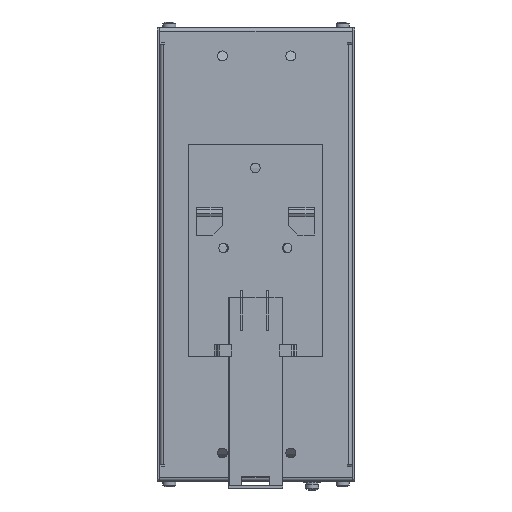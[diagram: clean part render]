
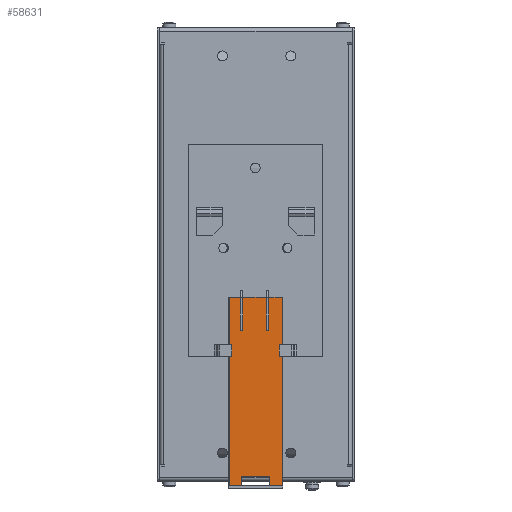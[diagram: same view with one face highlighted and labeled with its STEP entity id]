
A CAD part, front view. The second image highlights one B-rep face of the part: STEP entity #58631.
In plain terms, the highlighted planar face has unit normal (0, -1, 0).
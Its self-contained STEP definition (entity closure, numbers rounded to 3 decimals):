
#4039=PLANE('',#62697);
#6935=FACE_OUTER_BOUND('',#10189,.T.);
#10189=EDGE_LOOP('',(#48038,#48039,#48040,#48041,#48042,#48043,#48044,#48045,
#48046,#48047,#48048,#48049,#48050,#48051,#48052,#48053));
#15214=LINE('',#93486,#21436);
#15225=LINE('',#93520,#21447);
#15234=LINE('',#93537,#21456);
#15236=LINE('',#93541,#21458);
#15243=LINE('',#93557,#21465);
#15252=LINE('',#93574,#21474);
#15254=LINE('',#93578,#21476);
#15257=LINE('',#93586,#21479);
#15260=LINE('',#93591,#21482);
#15264=LINE('',#93597,#21486);
#15267=LINE('',#93602,#21489);
#15268=LINE('',#93603,#21490);
#15269=LINE('',#93604,#21491);
#15270=LINE('',#93606,#21492);
#15271=LINE('',#93608,#21493);
#15272=LINE('',#93609,#21494);
#21436=VECTOR('',#73731,80.);
#21447=VECTOR('',#73758,14.);
#21456=VECTOR('',#73773,14.);
#21458=VECTOR('',#73779,1.);
#21465=VECTOR('',#73790,14.);
#21474=VECTOR('',#73805,14.);
#21476=VECTOR('',#73811,1.);
#21479=VECTOR('',#73816,12.);
#21482=VECTOR('',#73821,4.);
#21486=VECTOR('',#73827,4.);
#21489=VECTOR('',#73834,10.);
#21490=VECTOR('',#73835,4.5);
#21491=VECTOR('',#73836,4.95);
#21492=VECTOR('',#73837,5.45);
#21493=VECTOR('',#73838,80.);
#21494=VECTOR('',#73839,5.9);
#27794=VERTEX_POINT('',#93479);
#27797=VERTEX_POINT('',#93484);
#27811=VERTEX_POINT('',#93517);
#27812=VERTEX_POINT('',#93519);
#27815=VERTEX_POINT('',#93529);
#27817=VERTEX_POINT('',#93536);
#27823=VERTEX_POINT('',#93554);
#27824=VERTEX_POINT('',#93556);
#27827=VERTEX_POINT('',#93566);
#27829=VERTEX_POINT('',#93573);
#27832=VERTEX_POINT('',#93583);
#27833=VERTEX_POINT('',#93585);
#27834=VERTEX_POINT('',#93590);
#27835=VERTEX_POINT('',#93595);
#27836=VERTEX_POINT('',#93605);
#27837=VERTEX_POINT('',#93607);
#34797=EDGE_CURVE('',#27797,#27794,#15214,.T.);
#34812=EDGE_CURVE('',#27812,#27811,#15225,.T.);
#34821=EDGE_CURVE('',#27817,#27815,#15234,.T.);
#34823=EDGE_CURVE('',#27811,#27817,#15236,.T.);
#34830=EDGE_CURVE('',#27824,#27823,#15243,.T.);
#34839=EDGE_CURVE('',#27829,#27827,#15252,.T.);
#34841=EDGE_CURVE('',#27823,#27829,#15254,.T.);
#34844=EDGE_CURVE('',#27833,#27832,#15257,.T.);
#34847=EDGE_CURVE('',#27834,#27833,#15260,.T.);
#34851=EDGE_CURVE('',#27832,#27835,#15264,.T.);
#34854=EDGE_CURVE('',#27815,#27824,#15267,.T.);
#34855=EDGE_CURVE('',#27827,#27794,#15268,.T.);
#34856=EDGE_CURVE('',#27797,#27834,#15269,.T.);
#34857=EDGE_CURVE('',#27835,#27836,#15270,.T.);
#34858=EDGE_CURVE('',#27836,#27837,#15271,.T.);
#34859=EDGE_CURVE('',#27837,#27812,#15272,.T.);
#48038=ORIENTED_EDGE('',*,*,#34821,.T.);
#48039=ORIENTED_EDGE('',*,*,#34854,.T.);
#48040=ORIENTED_EDGE('',*,*,#34830,.T.);
#48041=ORIENTED_EDGE('',*,*,#34841,.T.);
#48042=ORIENTED_EDGE('',*,*,#34839,.T.);
#48043=ORIENTED_EDGE('',*,*,#34855,.T.);
#48044=ORIENTED_EDGE('',*,*,#34797,.F.);
#48045=ORIENTED_EDGE('',*,*,#34856,.T.);
#48046=ORIENTED_EDGE('',*,*,#34847,.T.);
#48047=ORIENTED_EDGE('',*,*,#34844,.T.);
#48048=ORIENTED_EDGE('',*,*,#34851,.T.);
#48049=ORIENTED_EDGE('',*,*,#34857,.T.);
#48050=ORIENTED_EDGE('',*,*,#34858,.T.);
#48051=ORIENTED_EDGE('',*,*,#34859,.T.);
#48052=ORIENTED_EDGE('',*,*,#34812,.T.);
#48053=ORIENTED_EDGE('',*,*,#34823,.T.);
#58631=ADVANCED_FACE('',(#6935),#4039,.T.);
#62697=AXIS2_PLACEMENT_3D('',#93601,#73832,#73833);
#73731=DIRECTION('',(0.,0.,1.));
#73758=DIRECTION('',(0.,0.,-1.));
#73773=DIRECTION('',(0.,0.,1.));
#73779=DIRECTION('',(-1.,0.,0.));
#73790=DIRECTION('',(0.,0.,-1.));
#73805=DIRECTION('',(0.,0.,1.));
#73811=DIRECTION('',(-1.,0.,0.));
#73816=DIRECTION('',(1.,0.,0.));
#73821=DIRECTION('',(0.,0.,1.));
#73827=DIRECTION('',(0.,0.,-1.));
#73832=DIRECTION('center_axis',(0.,-1.,0.));
#73833=DIRECTION('ref_axis',(1.,0.,0.));
#73834=DIRECTION('',(-1.,0.,0.));
#73835=DIRECTION('',(-1.,0.,0.));
#73836=DIRECTION('',(1.,0.,0.));
#73837=DIRECTION('',(1.,0.,0.));
#73838=DIRECTION('',(0.,0.,1.));
#73839=DIRECTION('',(-1.,0.,0.));
#93479=CARTESIAN_POINT('',(-11.15,-2.5,-18.25));
#93484=CARTESIAN_POINT('',(-11.15,-2.5,-98.25));
#93486=CARTESIAN_POINT('',(-11.15,-2.5,-98.25));
#93517=CARTESIAN_POINT('',(5.35,-2.5,-32.25));
#93519=CARTESIAN_POINT('',(5.35,-2.5,-18.25));
#93520=CARTESIAN_POINT('',(5.35,-2.5,-18.25));
#93529=CARTESIAN_POINT('',(4.35,-2.5,-18.25));
#93536=CARTESIAN_POINT('',(4.35,-2.5,-32.25));
#93537=CARTESIAN_POINT('',(4.35,-2.5,-32.25));
#93541=CARTESIAN_POINT('',(5.35,-2.5,-32.25));
#93554=CARTESIAN_POINT('',(-5.65,-2.5,-32.25));
#93556=CARTESIAN_POINT('',(-5.65,-2.5,-18.25));
#93557=CARTESIAN_POINT('',(-5.65,-2.5,-18.25));
#93566=CARTESIAN_POINT('',(-6.65,-2.5,-18.25));
#93573=CARTESIAN_POINT('',(-6.65,-2.5,-32.25));
#93574=CARTESIAN_POINT('',(-6.65,-2.5,-32.25));
#93578=CARTESIAN_POINT('',(-5.65,-2.5,-32.25));
#93583=CARTESIAN_POINT('',(5.8,-2.5,-94.25));
#93585=CARTESIAN_POINT('',(-6.2,-2.5,-94.25));
#93586=CARTESIAN_POINT('',(-6.2,-2.5,-94.25));
#93590=CARTESIAN_POINT('',(-6.2,-2.5,-98.25));
#93591=CARTESIAN_POINT('',(-6.2,-2.5,-98.25));
#93595=CARTESIAN_POINT('',(5.8,-2.5,-98.25));
#93597=CARTESIAN_POINT('',(5.8,-2.5,-94.25));
#93601=CARTESIAN_POINT('Origin',(-0.2,-2.5,-58.75));
#93602=CARTESIAN_POINT('',(4.35,-2.5,-18.25));
#93603=CARTESIAN_POINT('',(-6.65,-2.5,-18.25));
#93604=CARTESIAN_POINT('',(-11.15,-2.5,-98.25));
#93605=CARTESIAN_POINT('',(11.25,-2.5,-98.25));
#93606=CARTESIAN_POINT('',(5.8,-2.5,-98.25));
#93607=CARTESIAN_POINT('',(11.25,-2.5,-18.25));
#93608=CARTESIAN_POINT('',(11.25,-2.5,-98.25));
#93609=CARTESIAN_POINT('',(11.25,-2.5,-18.25));
